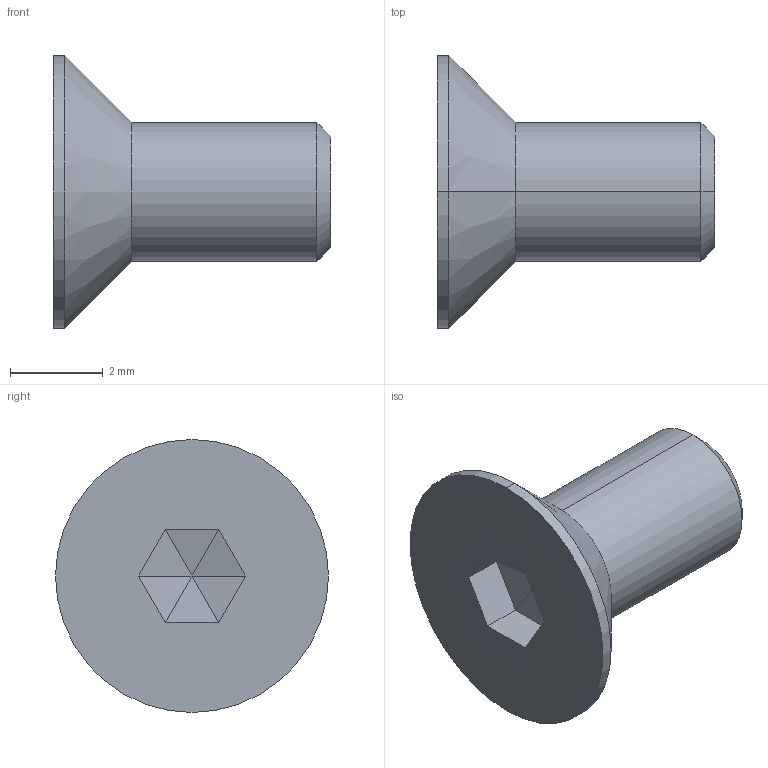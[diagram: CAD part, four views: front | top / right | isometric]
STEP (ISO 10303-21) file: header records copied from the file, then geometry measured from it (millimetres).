
FILE_DESCRIPTION (( 'STEP AP203' ), '1' );
FILE_NAME ('M3-L6麥芛囀鞠褒.STEP', '2025-04-16T06:46:15', ( '' ), ( '' ), 'SwSTEP 2.0', 'SolidWorks 2022', '' );
FILE_SCHEMA (( 'CONFIG_CONTROL_DESIGN' ));
Length unit declared in the file: millimetre
Products named in the file (1): M3-L6麥芛囀鞠褒
Bounding box: 6 x 5.9 x 5.9 mm (x, y, z)
Volume: 57 mm3; surface area: 112.4 mm2
Topology: 1 solids, 1 shells, 22 faces, 42 edges, 23 vertices
Faces by surface type: plane 14, cylinder 4, cone 4
Entity records: 613 total; most frequent: DIRECTION 98, CARTESIAN_POINT 88, ORIENTED_EDGE 84, EDGE_CURVE 42, AXIS2_PLACEMENT_3D 33, LINE 32, VECTOR 32, VERTEX_POINT 23
